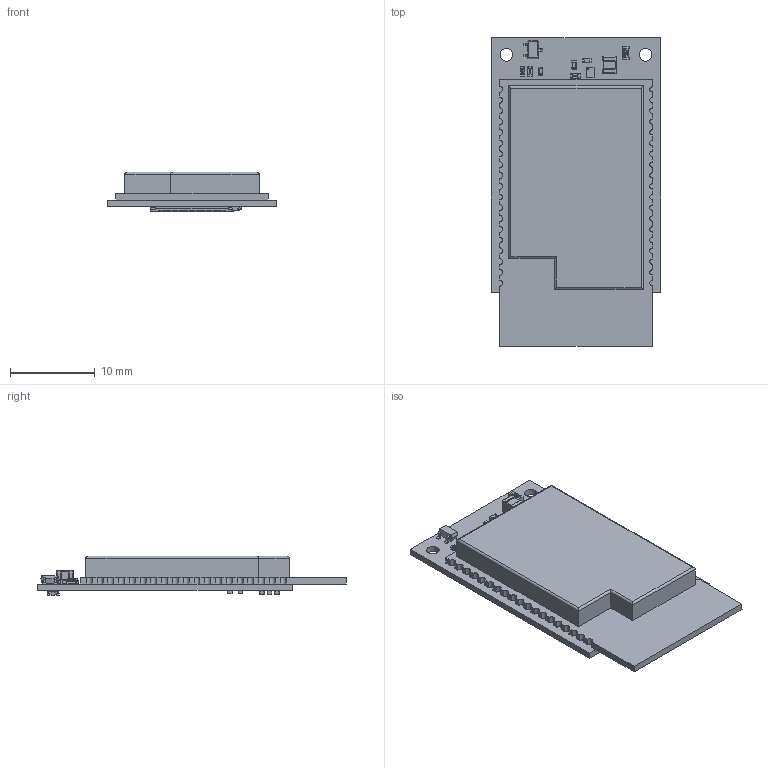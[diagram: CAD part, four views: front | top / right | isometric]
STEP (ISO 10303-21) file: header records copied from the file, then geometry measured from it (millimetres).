
FILE_DESCRIPTION(('Open CASCADE Model'),'2;1');
FILE_NAME('Open CASCADE Shape Model','2020-06-01T18:17:48',('Author'),( 'Open CASCADE'),'Open CASCADE STEP processor 6.8','Open CASCADE 6.8' ,'Unknown');
FILE_SCHEMA(('AUTOMOTIVE_DESIGN { 1 0 10303 214 1 1 1 1 }'));
Length unit declared in the file: millimetre
Products named in the file (28): PCB; Board; Open CASCADE STEP translator 6.8 8.1.1; C5; C0402; C6; C7; C2; C3; C8; J1; axe640124; R23; RES_1005-0402; R24; R5; R19; R20; U2; esp32-wrover-b_0529; U3; WCSP6; U4; sc70-3; C1; C0603; L1; L0806
Assembly tree (36 placements, depth 3):
  PCB
    Board
      Open CASCADE STEP translator 6.8 8.1.1
    C5
      C0402
    C6
      C0402
    C7
      C0402
    C2
      C0402
    C3
      C0402
    C8
      C0402
    J1
      axe640124
    R23
      RES_1005-0402
    R24
      RES_1005-0402
    R5
      RES_1005-0402
    R19
      RES_1005-0402
    R20
      RES_1005-0402
    U2
      esp32-wrover-b_0529
    U3
      WCSP6
    U4
      sc70-3
    C1
      C0603
    L1
      L0806
Bounding box: 20 x 36.38 x 4.7 mm (x, y, z)
Volume: 1811 mm3; surface area: 2816.3 mm2
Topology: 35 solids, 35 shells, 1983 faces, 5016 edges, 3070 vertices
Faces by surface type: plane 1183, cylinder 384, bspline 268, sphere 140, cone 4, torus 4
Full cylindrical faces by diameter (mm): 1.5 x2
Entity records: 46688 total; most frequent: CARTESIAN_POINT 13164, ORIENTED_EDGE 6476, DIRECTION 5948, EDGE_CURVE 3238, LINE 2468, VECTOR 2468, VERTEX_POINT 2060, AXIS2_PLACEMENT_3D 1740
